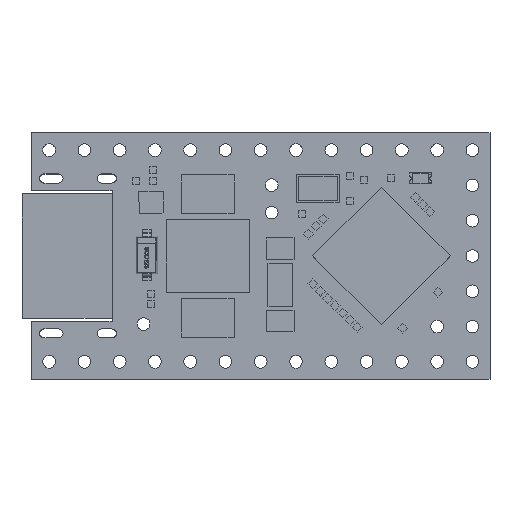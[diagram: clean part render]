
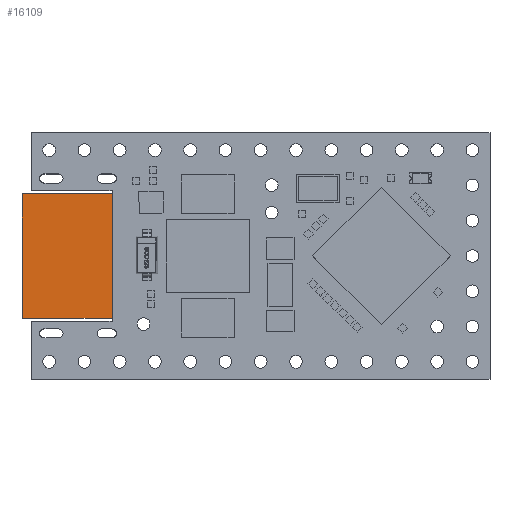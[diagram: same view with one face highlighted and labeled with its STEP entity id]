
A CAD part, top view. The second image highlights one B-rep face of the part: STEP entity #16109.
In plain terms, the highlighted planar face has unit normal (0, 0, 1).
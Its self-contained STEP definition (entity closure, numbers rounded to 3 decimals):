
#15948 = VERTEX_POINT('',#15949);
#15949 = CARTESIAN_POINT('',(-3.245,4.485,1.1));
#15955 = EDGE_CURVE('',#15948,#15956,#15958,.T.);
#15956 = VERTEX_POINT('',#15957);
#15957 = CARTESIAN_POINT('',(3.25,4.485,1.1));
#15958 = LINE('',#15959,#15960);
#15959 = CARTESIAN_POINT('',(-3.245,4.485,1.1));
#15960 = VECTOR('',#15961,1.);
#15961 = DIRECTION('',(1.,0.,0.));
#15986 = EDGE_CURVE('',#15956,#15987,#15989,.T.);
#15987 = VERTEX_POINT('',#15988);
#15988 = CARTESIAN_POINT('',(3.25,-4.455,1.1));
#15989 = LINE('',#15990,#15991);
#15990 = CARTESIAN_POINT('',(3.25,4.485,1.1));
#15991 = VECTOR('',#15992,1.);
#15992 = DIRECTION('',(0.,-1.,0.));
#16017 = EDGE_CURVE('',#15987,#16018,#16020,.T.);
#16018 = VERTEX_POINT('',#16019);
#16019 = CARTESIAN_POINT('',(-3.221,-4.455,1.1));
#16020 = LINE('',#16021,#16022);
#16021 = CARTESIAN_POINT('',(3.25,-4.455,1.1));
#16022 = VECTOR('',#16023,1.);
#16023 = DIRECTION('',(-1.,0.,0.));
#16048 = EDGE_CURVE('',#16018,#16049,#16051,.T.);
#16049 = VERTEX_POINT('',#16050);
#16050 = CARTESIAN_POINT('',(-3.25,-4.485,1.1));
#16051 = LINE('',#16052,#16053);
#16052 = CARTESIAN_POINT('',(-3.221,-4.455,1.1));
#16053 = VECTOR('',#16054,1.);
#16054 = DIRECTION('',(-0.707,-0.707,0.));
#16079 = EDGE_CURVE('',#16049,#15948,#16080,.T.);
#16080 = LINE('',#16081,#16082);
#16081 = CARTESIAN_POINT('',(-3.25,-4.485,1.1));
#16082 = VECTOR('',#16083,1.);
#16083 = DIRECTION('',(0.001,1.,0.));
#16109 = ADVANCED_FACE('',(#16110),#16117,.T.);
#16110 = FACE_BOUND('',#16111,.F.);
#16111 = EDGE_LOOP('',(#16112,#16113,#16114,#16115,#16116));
#16112 = ORIENTED_EDGE('',*,*,#15955,.T.);
#16113 = ORIENTED_EDGE('',*,*,#15986,.T.);
#16114 = ORIENTED_EDGE('',*,*,#16017,.T.);
#16115 = ORIENTED_EDGE('',*,*,#16048,.T.);
#16116 = ORIENTED_EDGE('',*,*,#16079,.T.);
#16117 = PLANE('',#16118);
#16118 = AXIS2_PLACEMENT_3D('',#16119,#16120,#16121);
#16119 = CARTESIAN_POINT('',(-3.245,4.485,1.1));
#16120 = DIRECTION('',(0.,0.,1.));
#16121 = DIRECTION('',(1.,0.,0.));
